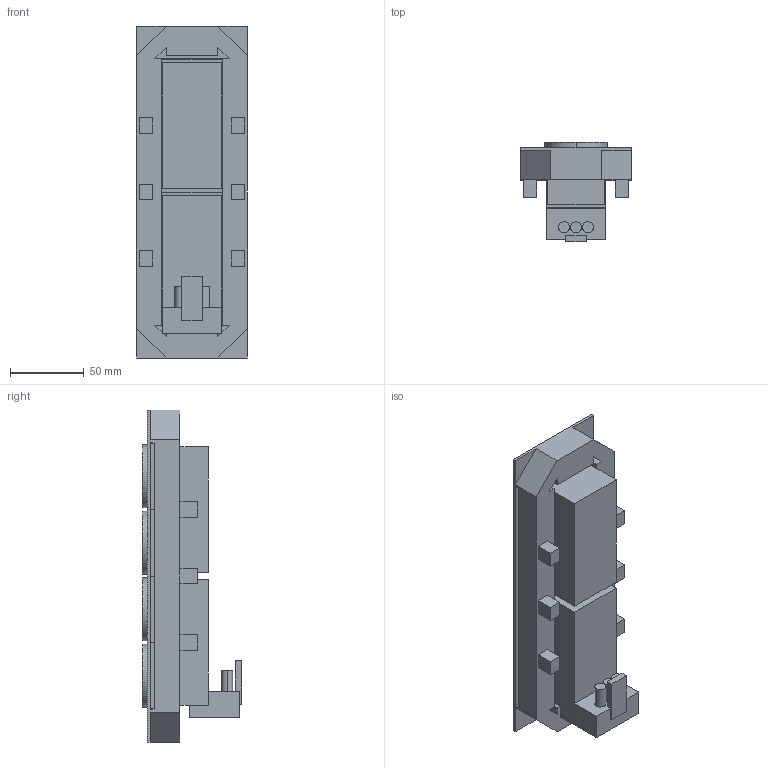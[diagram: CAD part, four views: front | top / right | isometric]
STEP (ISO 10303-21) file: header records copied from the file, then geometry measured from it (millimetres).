
FILE_DESCRIPTION((''),'2;1');
FILE_NAME('GTVR4WG11_ASM','2025-08-11T14:59:31',('goergem'),(''),'CREO PARAMETRIC BY PTC INC, 2022281','CREO PARAMETRIC BY PTC INC, 2022281','');
FILE_SCHEMA(('AUTOMOTIVE_DESIGN { 1 0 10303 214 1 1 1 1 }'));
Length unit declared in the file: millimetre
Products named in the file (7): GTVR400_1; SOCKEL-2-FACH-VEREINFACHT_8; ABDECKUNG-SIMPLIFIED_9; ESR2339010-VEREINFACHT_ASM_7_ASM; ESR2332004_1_ASM; PRT0002; GTVR4WG11_ASM
Assembly tree (8 placements, depth 4):
  GTVR4WG11_ASM
    GTVR400_1
    ESR2332004_1_ASM  x2
      ESR2339010-VEREINFACHT_ASM_7_ASM
        SOCKEL-2-FACH-VEREINFACHT_8
        ABDECKUNG-SIMPLIFIED_9  x2
    PRT0002
Bounding box: 75 x 67.42 x 225 mm (x, y, z)
Volume: 264400.3 mm3; surface area: 145285.7 mm2
Topology: 8 solids, 8 shells, 210 faces, 536 edges, 366 vertices
Faces by surface type: plane 156, cylinder 54
Entity records: 10011 total; most frequent: CARTESIAN_POINT 2757, DIRECTION 1035, POLYLINE 904, ORIENTED_EDGE 656, AXIS2_PLACEMENT_3D 334, EDGE_CURVE 328, VECTOR 324, LINE 324
